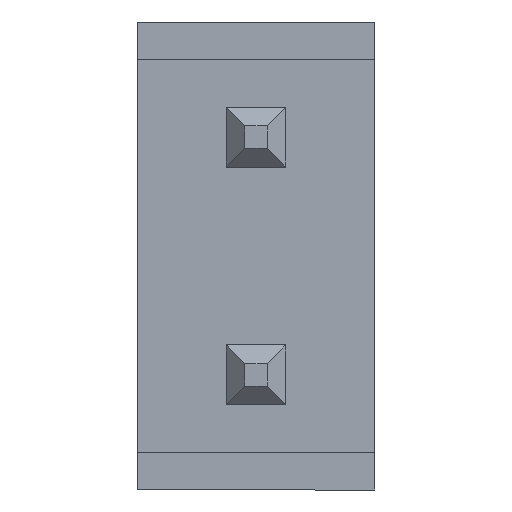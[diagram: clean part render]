
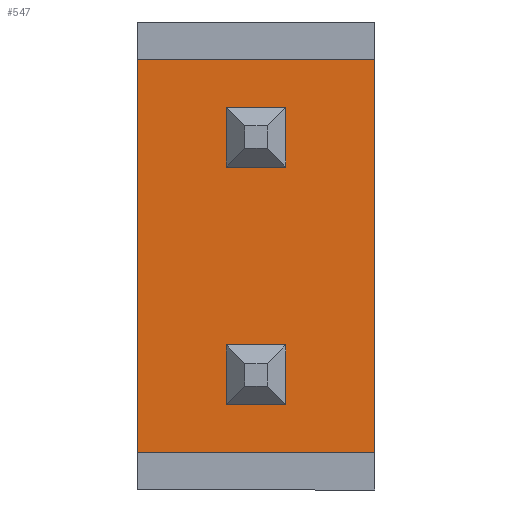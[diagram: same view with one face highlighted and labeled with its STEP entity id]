
A CAD part, front view. The second image highlights one B-rep face of the part: STEP entity #547.
In plain terms, the highlighted planar face has unit normal (0, -1, 0).
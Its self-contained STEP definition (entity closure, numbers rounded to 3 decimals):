
#19 = ORIENTED_EDGE ( 'NONE', *, *, #1014, .T. ) ;
#42 = ORIENTED_EDGE ( 'NONE', *, *, #673, .T. ) ;
#48 = LINE ( 'NONE', #695, #144 ) ;
#59 = CARTESIAN_POINT ( 'NONE',  ( -1.27, 0.54, -2.1 ) ) ;
#65 = VERTEX_POINT ( 'NONE', #319 ) ;
#73 = EDGE_CURVE ( 'NONE', #1249, #880, #1104, .T. ) ;
#111 = CARTESIAN_POINT ( 'NONE',  ( 0.32, 0.54, 1.59 ) ) ;
#121 = LINE ( 'NONE', #578, #983 ) ;
#136 = VERTEX_POINT ( 'NONE', #59 ) ;
#144 = VECTOR ( 'NONE', #415, 1000. ) ;
#171 = EDGE_CURVE ( 'NONE', #722, #671, #869, .T. ) ;
#173 = CARTESIAN_POINT ( 'NONE',  ( -0.32, 0.54, -1.59 ) ) ;
#185 = VERTEX_POINT ( 'NONE', #205 ) ;
#200 = VECTOR ( 'NONE', #462, 1000. ) ;
#205 = CARTESIAN_POINT ( 'NONE',  ( 0.32, 0.54, 0.95 ) ) ;
#206 = ORIENTED_EDGE ( 'NONE', *, *, #1182, .T. ) ;
#243 = DIRECTION ( 'NONE',  ( 0., 0., 1. ) ) ;
#250 = CARTESIAN_POINT ( 'NONE',  ( 1.27, 0.54, 2.1 ) ) ;
#276 = EDGE_CURVE ( 'NONE', #136, #955, #882, .T. ) ;
#319 = CARTESIAN_POINT ( 'NONE',  ( 0.32, 0.54, -0.95 ) ) ;
#339 = ORIENTED_EDGE ( 'NONE', *, *, #1218, .T. ) ;
#358 = DIRECTION ( 'NONE',  ( 1., 0., 0. ) ) ;
#372 = DIRECTION ( 'NONE',  ( 1., 0., 0. ) ) ;
#401 = VECTOR ( 'NONE', #569, 1000. ) ;
#415 = DIRECTION ( 'NONE',  ( -1., 0., 0. ) ) ;
#431 = DIRECTION ( 'NONE',  ( 0., 0., 1. ) ) ;
#437 = ORIENTED_EDGE ( 'NONE', *, *, #171, .F. ) ;
#440 = CARTESIAN_POINT ( 'NONE',  ( -1.271, 0.54, 2.1 ) ) ;
#462 = DIRECTION ( 'NONE',  ( 0., 0., 1. ) ) ;
#497 = CARTESIAN_POINT ( 'NONE',  ( -1.271, 0.54, -2.1 ) ) ;
#542 = FACE_OUTER_BOUND ( 'NONE', #1421, .T. ) ;
#547 = ADVANCED_FACE ( 'NONE', ( #1760, #1960, #542 ), #1193, .F. ) ;
#561 = ORIENTED_EDGE ( 'NONE', *, *, #1407, .T. ) ;
#569 = DIRECTION ( 'NONE',  ( 0., 0., 1. ) ) ;
#578 = CARTESIAN_POINT ( 'NONE',  ( 0.32, 0.54, -1.59 ) ) ;
#593 = VECTOR ( 'NONE', #1411, 1000. ) ;
#616 = ORIENTED_EDGE ( 'NONE', *, *, #276, .T. ) ;
#641 = CARTESIAN_POINT ( 'NONE',  ( 0.32, 0.54, -1.59 ) ) ;
#671 = VERTEX_POINT ( 'NONE', #1217 ) ;
#673 = EDGE_CURVE ( 'NONE', #722, #136, #734, .T. ) ;
#682 = CARTESIAN_POINT ( 'NONE',  ( 1.27, 0.54, -2.1 ) ) ;
#694 = CARTESIAN_POINT ( 'NONE',  ( -0.32, 0.54, 0.95 ) ) ;
#695 = CARTESIAN_POINT ( 'NONE',  ( -0.32, 0.54, 0.95 ) ) ;
#722 = VERTEX_POINT ( 'NONE', #1536 ) ;
#734 = LINE ( 'NONE', #1854, #1562 ) ;
#777 = ORIENTED_EDGE ( 'NONE', *, *, #1538, .T. ) ;
#778 = DIRECTION ( 'NONE',  ( 1., 0., 0. ) ) ;
#779 = ORIENTED_EDGE ( 'NONE', *, *, #1525, .T. ) ;
#798 = CARTESIAN_POINT ( 'NONE',  ( 0.32, 0.54, 1.59 ) ) ;
#834 = CARTESIAN_POINT ( 'NONE',  ( -0.32, 0.54, -1.59 ) ) ;
#837 = CARTESIAN_POINT ( 'NONE',  ( -0.32, 0.54, -0.95 ) ) ;
#869 = LINE ( 'NONE', #1850, #1905 ) ;
#880 = VERTEX_POINT ( 'NONE', #837 ) ;
#882 = LINE ( 'NONE', #497, #1221 ) ;
#898 = CARTESIAN_POINT ( 'NONE',  ( -0.32, 0.54, 1.59 ) ) ;
#937 = LINE ( 'NONE', #250, #1402 ) ;
#955 = VERTEX_POINT ( 'NONE', #682 ) ;
#963 = LINE ( 'NONE', #1906, #1537 ) ;
#983 = VECTOR ( 'NONE', #1048, 1000. ) ;
#992 = DIRECTION ( 'NONE',  ( -1., 0., 0. ) ) ;
#1014 = EDGE_CURVE ( 'NONE', #880, #65, #963, .T. ) ;
#1028 = EDGE_LOOP ( 'NONE', ( #19, #1114, #339, #1839 ) ) ;
#1048 = DIRECTION ( 'NONE',  ( 0., 0., -1. ) ) ;
#1104 = LINE ( 'NONE', #173, #200 ) ;
#1114 = ORIENTED_EDGE ( 'NONE', *, *, #1662, .T. ) ;
#1175 = CARTESIAN_POINT ( 'NONE',  ( -0.32, 0.54, 1.59 ) ) ;
#1179 = LINE ( 'NONE', #1175, #401 ) ;
#1182 = EDGE_CURVE ( 'NONE', #185, #1967, #48, .T. ) ;
#1193 = PLANE ( 'NONE',  #1661 ) ;
#1217 = CARTESIAN_POINT ( 'NONE',  ( 1.27, 0.54, 2.1 ) ) ;
#1218 = EDGE_CURVE ( 'NONE', #1329, #1249, #1700, .T. ) ;
#1221 = VECTOR ( 'NONE', #358, 1000. ) ;
#1230 = VECTOR ( 'NONE', #1952, 1000. ) ;
#1248 = VERTEX_POINT ( 'NONE', #898 ) ;
#1249 = VERTEX_POINT ( 'NONE', #1686 ) ;
#1275 = EDGE_LOOP ( 'NONE', ( #206, #779, #1345, #777 ) ) ;
#1329 = VERTEX_POINT ( 'NONE', #641 ) ;
#1345 = ORIENTED_EDGE ( 'NONE', *, *, #1835, .T. ) ;
#1387 = DIRECTION ( 'NONE',  ( 0., 0., -1. ) ) ;
#1399 = LINE ( 'NONE', #1426, #593 ) ;
#1402 = VECTOR ( 'NONE', #243, 1000. ) ;
#1407 = EDGE_CURVE ( 'NONE', #955, #671, #937, .T. ) ;
#1411 = DIRECTION ( 'NONE',  ( 1., 0., 0. ) ) ;
#1421 = EDGE_LOOP ( 'NONE', ( #42, #616, #561, #437 ) ) ;
#1426 = CARTESIAN_POINT ( 'NONE',  ( -0.32, 0.54, 1.59 ) ) ;
#1493 = LINE ( 'NONE', #111, #1230 ) ;
#1497 = VECTOR ( 'NONE', #992, 1000. ) ;
#1525 = EDGE_CURVE ( 'NONE', #1967, #1248, #1179, .T. ) ;
#1536 = CARTESIAN_POINT ( 'NONE',  ( -1.27, 0.54, 2.1 ) ) ;
#1537 = VECTOR ( 'NONE', #372, 1000. ) ;
#1538 = EDGE_CURVE ( 'NONE', #1865, #185, #1493, .T. ) ;
#1562 = VECTOR ( 'NONE', #1387, 1000. ) ;
#1661 = AXIS2_PLACEMENT_3D ( 'NONE', #440, #1820, #431 ) ;
#1662 = EDGE_CURVE ( 'NONE', #65, #1329, #121, .T. ) ;
#1686 = CARTESIAN_POINT ( 'NONE',  ( -0.32, 0.54, -1.59 ) ) ;
#1700 = LINE ( 'NONE', #834, #1497 ) ;
#1760 = FACE_BOUND ( 'NONE', #1275, .T. ) ;
#1820 = DIRECTION ( 'NONE',  ( 0., 1., 0. ) ) ;
#1835 = EDGE_CURVE ( 'NONE', #1248, #1865, #1399, .T. ) ;
#1839 = ORIENTED_EDGE ( 'NONE', *, *, #73, .T. ) ;
#1850 = CARTESIAN_POINT ( 'NONE',  ( -1.271, 0.54, 2.1 ) ) ;
#1854 = CARTESIAN_POINT ( 'NONE',  ( -1.27, 0.54, 2.1 ) ) ;
#1865 = VERTEX_POINT ( 'NONE', #798 ) ;
#1905 = VECTOR ( 'NONE', #778, 1000. ) ;
#1906 = CARTESIAN_POINT ( 'NONE',  ( -0.32, 0.54, -0.95 ) ) ;
#1952 = DIRECTION ( 'NONE',  ( 0., 0., -1. ) ) ;
#1960 = FACE_BOUND ( 'NONE', #1028, .T. ) ;
#1967 = VERTEX_POINT ( 'NONE', #694 ) ;
